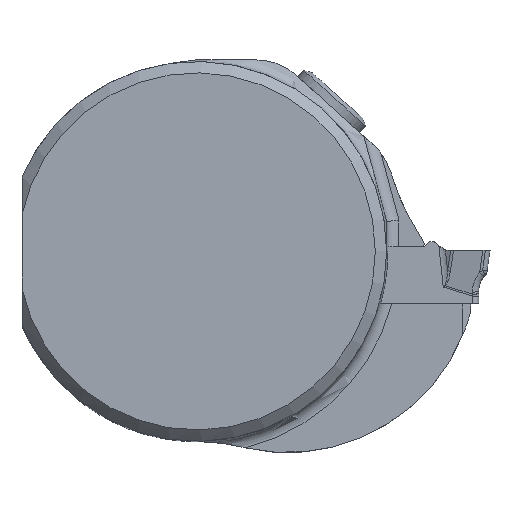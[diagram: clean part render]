
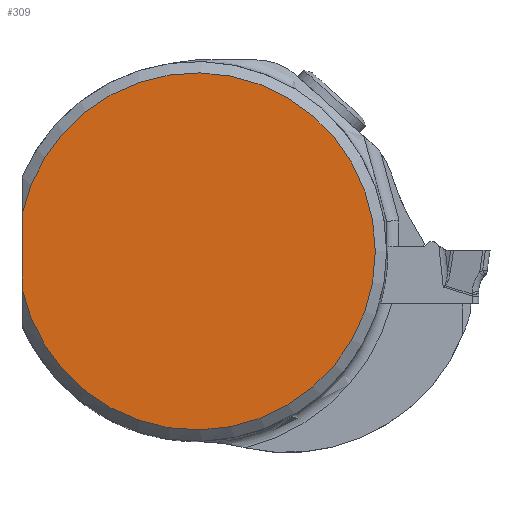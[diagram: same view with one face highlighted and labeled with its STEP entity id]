
A CAD part, top view. The second image highlights one B-rep face of the part: STEP entity #309.
In plain terms, the highlighted planar face has unit normal (0, 0, 1).
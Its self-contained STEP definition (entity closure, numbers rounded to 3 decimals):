
#180=FACE_OUTER_BOUND('',#561,.T.);
#309=ADVANCED_FACE('',(#180),#440,.F.);
#440=PLANE('',#2476);
#501=CIRCLE('',#2475,11.75);
#561=EDGE_LOOP('',(#869,#870));
#869=ORIENTED_EDGE('',*,*,#1759,.F.);
#870=ORIENTED_EDGE('',*,*,#1760,.T.);
#1541=VERTEX_POINT('',#3354);
#1542=VERTEX_POINT('',#3355);
#1759=EDGE_CURVE('',#1541,#1542,#2082,.T.);
#1760=EDGE_CURVE('',#1541,#1542,#501,.T.);
#2082=LINE('',#3353,#2244);
#2244=VECTOR('',#2722,1.);
#2475=AXIS2_PLACEMENT_3D('',#3356,#2723,#2724);
#2476=AXIS2_PLACEMENT_3D('',#3357,#2725,#2726);
#2722=DIRECTION('',(0.,1.,0.));
#2723=DIRECTION('',(0.,0.,1.));
#2724=DIRECTION('',(1.,0.,0.));
#2725=DIRECTION('',(0.,0.,-1.));
#2726=DIRECTION('',(1.,0.,0.));
#3353=CARTESIAN_POINT('',(-11.5,0.,0.3));
#3354=CARTESIAN_POINT('',(-11.5,-2.411,0.3));
#3355=CARTESIAN_POINT('',(-11.5,2.411,0.3));
#3356=CARTESIAN_POINT('',(0.,0.,0.3));
#3357=CARTESIAN_POINT('',(0.,0.,0.3));
